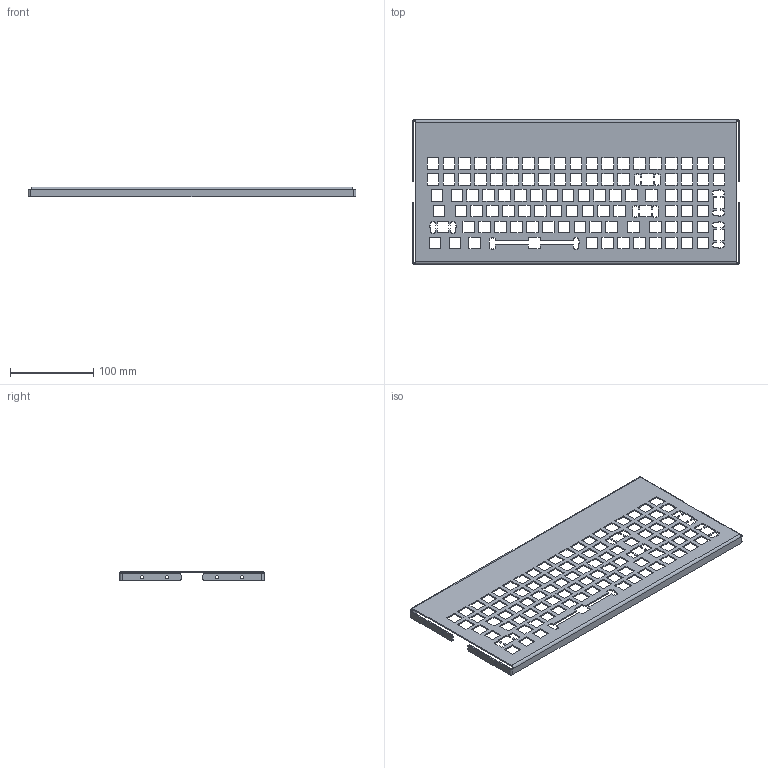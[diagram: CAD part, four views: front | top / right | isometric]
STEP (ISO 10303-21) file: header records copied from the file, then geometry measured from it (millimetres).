
FILE_DESCRIPTION(('Creo Elements/Direct Modeling STEP Export'),'2;1');
FILE_NAME('backplate.stp','2025-11-28T 8:38:24',(''),(''),'Creo Elements/Direct Modeling STEP processor for AP214 (Solid Model)','Creo Elements/Direct Modeling 19.0G 27-Nov-2017 (C) Parametric Technology GmbH','');
FILE_SCHEMA(('AUTOMOTIVE_DESIGN { 1 0 10303 214 1 1 1 1 }'));
Length unit declared in the file: millimetre
Products named in the file (2): BACKPLATE.prt
Assembly tree (1 placements, depth 2):
  BACKPLATE.prt
    BACKPLATE.prt
Bounding box: 393.4 x 173.4 x 11.77 mm (x, y, z)
Volume: 83279 mm3; surface area: 123094.8 mm2
Topology: 1 solids, 1 shells, 702 faces, 2092 edges, 1392 vertices
Faces by surface type: plane 666, cylinder 36
Entity records: 23521 total; most frequent: ORIENTED_EDGE 4184, CARTESIAN_POINT 4172, DIRECTION 3540, EDGE_CURVE 2092, VECTOR 2020, LINE 2020, VERTEX_POINT 1392, EDGE_LOOP 918
